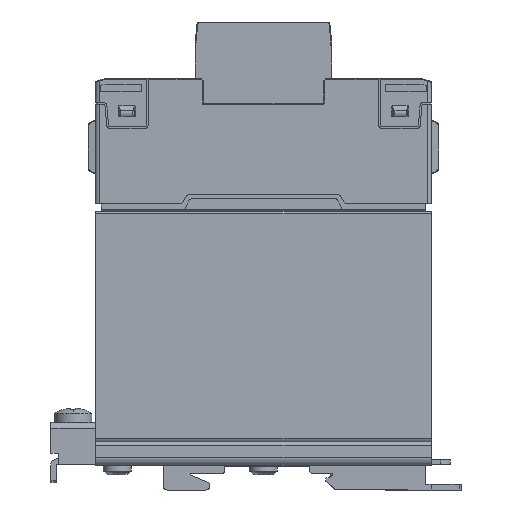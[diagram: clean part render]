
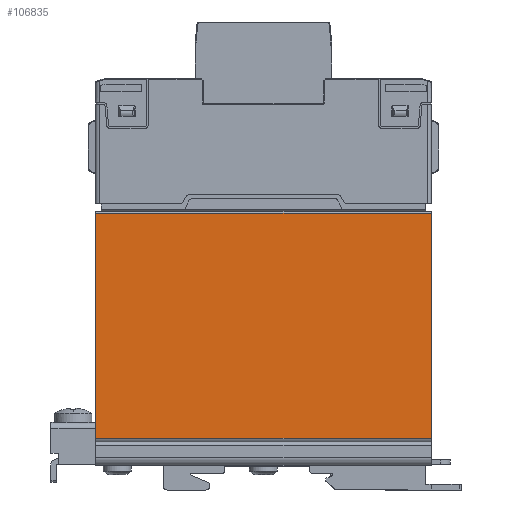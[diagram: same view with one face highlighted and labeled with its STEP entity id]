
A CAD part, left-side view. The second image highlights one B-rep face of the part: STEP entity #106835.
In plain terms, the highlighted planar face has unit normal (-1, 0, 0).
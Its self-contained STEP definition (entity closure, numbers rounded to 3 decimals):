
#102409=CARTESIAN_POINT('',(-35.65,45.,9.4));
#102410=VERTEX_POINT('',#102409);
#102418=CARTESIAN_POINT('',(-35.65,45.,69.7));
#102419=VERTEX_POINT('',#102418);
#102420=CARTESIAN_POINT('',(-35.65,45.,9.4));
#102421=DIRECTION('',(0.0,0.0,1.0));
#102422=VECTOR('',#102421,60.3);
#102423=LINE('',#102420,#102422);
#102424=EDGE_CURVE('',#102410,#102419,#102423,.T.);
#103850=CARTESIAN_POINT('',(-35.65,-45.0,69.7));
#103851=VERTEX_POINT('',#103850);
#103859=CARTESIAN_POINT('',(-35.65,-45.0,9.4));
#103860=VERTEX_POINT('',#103859);
#103861=CARTESIAN_POINT('',(-35.65,-45.,9.4));
#103862=DIRECTION('',(0.0,0.0,1.0));
#103863=VECTOR('',#103862,60.3);
#103864=LINE('',#103861,#103863);
#103865=EDGE_CURVE('',#103860,#103851,#103864,.T.);
#106808=CARTESIAN_POINT('',(-35.65,45.,9.4));
#106809=DIRECTION('',(0.0,-1.0,0.0));
#106810=VECTOR('',#106809,90.);
#106811=LINE('',#106808,#106810);
#106812=EDGE_CURVE('',#102410,#103860,#106811,.T.);
#106819=CARTESIAN_POINT('',(-35.65,45.,9.4));
#106820=DIRECTION('',(-1.0,0.0,0.0));
#106821=DIRECTION('',(0.0,0.0,1.0));
#106822=AXIS2_PLACEMENT_3D('',#106819,#106820,#106821);
#106823=PLANE('',#106822);
#106824=ORIENTED_EDGE('',*,*,#103865,.T.);
#106825=CARTESIAN_POINT('',(-35.65,45.,69.7));
#106826=DIRECTION('',(0.0,-1.0,0.0));
#106827=VECTOR('',#106826,90.);
#106828=LINE('',#106825,#106827);
#106829=EDGE_CURVE('',#102419,#103851,#106828,.T.);
#106830=ORIENTED_EDGE('',*,*,#106829,.F.);
#106831=ORIENTED_EDGE('',*,*,#102424,.F.);
#106832=ORIENTED_EDGE('',*,*,#106812,.T.);
#106833=EDGE_LOOP('',(#106824,#106830,#106831,#106832));
#106834=FACE_OUTER_BOUND('',#106833,.T.);
#106835=ADVANCED_FACE('',(#106834),#106823,.T.);
